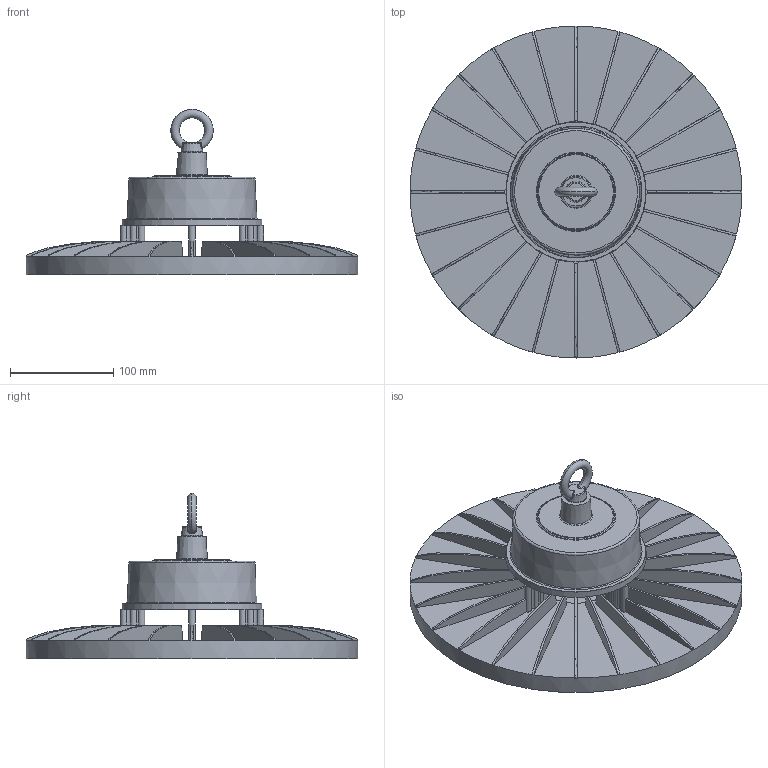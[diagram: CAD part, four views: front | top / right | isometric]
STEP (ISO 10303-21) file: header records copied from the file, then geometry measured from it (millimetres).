
FILE_DESCRIPTION (( 'STEP AP214' ), '1' );
FILE_NAME ('150W-DALI.STEP', '2024-06-11T09:30:35', ( '' ), ( '' ), 'SwSTEP 2.0', 'SolidWorks 2022', '' );
FILE_SCHEMA (( 'AUTOMOTIVE_DESIGN' ));
Length unit declared in the file: millimetre
Products named in the file (1): 150W-DALI
Bounding box: 321.4 x 321.4 x 160 mm (x, y, z)
Volume: 1388157.2 mm3; surface area: 458752.7 mm2
Topology: 5 solids, 5 shells, 354 faces, 1007 edges, 670 vertices
Faces by surface type: plane 161, cylinder 159, bspline 13, torus 11, cone 10
Full cylindrical faces by diameter (mm): 68.8 x1, 70.6 x1, 100 x1, 250.9 x1, 280.9 x1, 281.274 x1, 321.4 x1
Entity records: 16842 total; most frequent: CARTESIAN_POINT 3688, ORIENTED_EDGE 1956, DIRECTION 1926, EDGE_CURVE 978, AXIS2_PLACEMENT_3D 723, VERTEX_POINT 662, VECTOR 480, LINE 480
